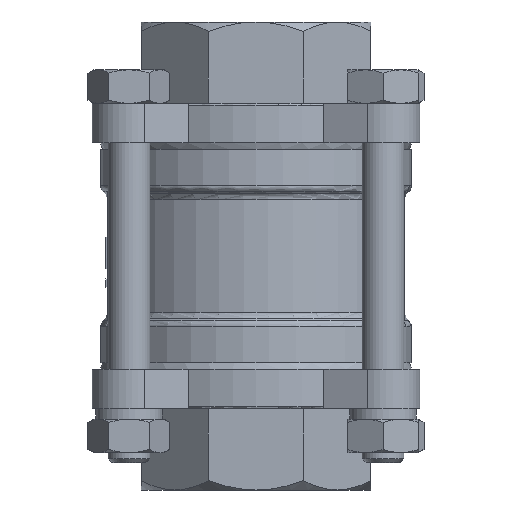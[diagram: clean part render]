
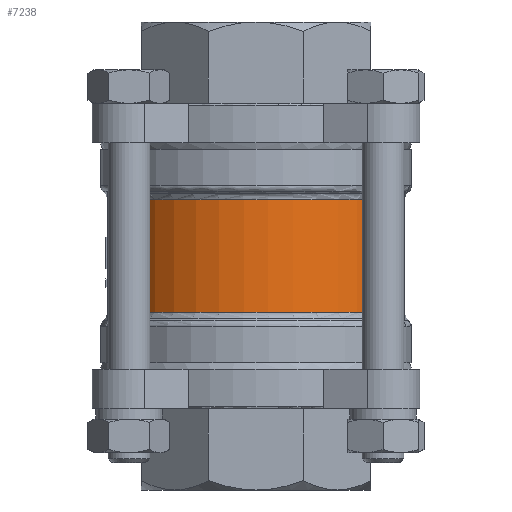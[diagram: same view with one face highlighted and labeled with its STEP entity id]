
A CAD part, front view. The second image highlights one B-rep face of the part: STEP entity #7238.
In plain terms, the highlighted cylindrical face has radius 35.5 mm (diameter 71 mm), a partial arc.
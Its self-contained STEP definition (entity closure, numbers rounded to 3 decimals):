
#123=LINE('',#11322,#541);
#124=LINE('',#11326,#542);
#541=VECTOR('',#8821,1000.);
#542=VECTOR('',#8824,1000.);
#896=CYLINDRICAL_SURFACE('',#7794,35.5);
#1278=CIRCLE('',#7795,35.5);
#1279=CIRCLE('',#7796,35.5);
#1840=ORIENTED_EDGE('',*,*,#4028,.T.);
#1841=ORIENTED_EDGE('',*,*,#4029,.T.);
#1842=ORIENTED_EDGE('',*,*,#4030,.F.);
#1843=ORIENTED_EDGE('',*,*,#4031,.F.);
#4028=EDGE_CURVE('',#5100,#5101,#1278,.T.);
#4029=EDGE_CURVE('',#5101,#5102,#123,.T.);
#4030=EDGE_CURVE('',#5103,#5102,#1279,.T.);
#4031=EDGE_CURVE('',#5100,#5103,#124,.T.);
#5100=VERTEX_POINT('',#11320);
#5101=VERTEX_POINT('',#11321);
#5102=VERTEX_POINT('',#11323);
#5103=VERTEX_POINT('',#11325);
#6039=EDGE_LOOP('',(#1840,#1841,#1842,#1843));
#6587=FACE_BOUND('',#6039,.T.);
#7238=ADVANCED_FACE('',(#6587),#896,.T.);
#7794=AXIS2_PLACEMENT_3D('',#11318,#8817,#8818);
#7795=AXIS2_PLACEMENT_3D('',#11319,#8819,#8820);
#7796=AXIS2_PLACEMENT_3D('',#11324,#8822,#8823);
#8817=DIRECTION('',(0.,0.,-1.));
#8818=DIRECTION('',(-1.,0.,0.));
#8819=DIRECTION('',(0.,0.,-1.));
#8820=DIRECTION('',(-1.,0.,0.));
#8821=DIRECTION('',(0.,0.,-1.));
#8822=DIRECTION('',(0.,0.,-1.));
#8823=DIRECTION('',(-1.,0.,0.));
#8824=DIRECTION('',(0.,0.,-1.));
#11318=CARTESIAN_POINT('',(0.,0.,-36.55));
#11319=CARTESIAN_POINT('',(0.,0.,13.472));
#11320=CARTESIAN_POINT('',(33.697,-11.171,13.472));
#11321=CARTESIAN_POINT('',(-33.697,-11.171,13.472));
#11322=CARTESIAN_POINT('',(-33.697,-11.171,25.55));
#11323=CARTESIAN_POINT('',(-33.697,-11.171,-13.472));
#11324=CARTESIAN_POINT('',(0.,0.,-13.472));
#11325=CARTESIAN_POINT('',(33.697,-11.171,-13.472));
#11326=CARTESIAN_POINT('',(33.697,-11.171,25.55));
